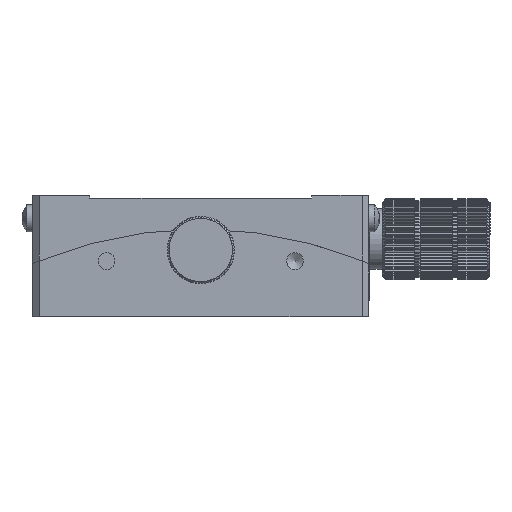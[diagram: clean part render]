
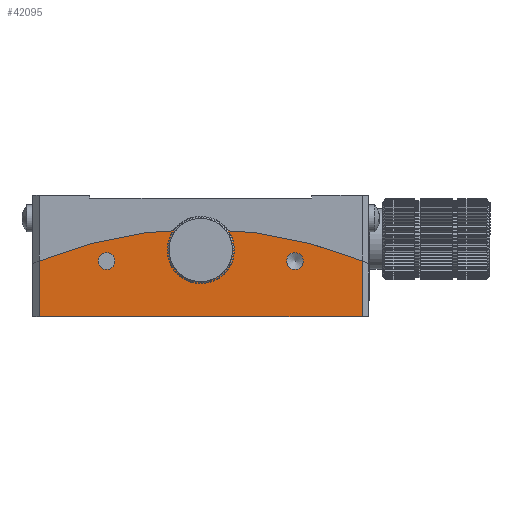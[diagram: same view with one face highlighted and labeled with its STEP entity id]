
A CAD part, front view. The second image highlights one B-rep face of the part: STEP entity #42095.
In plain terms, the highlighted planar face has unit normal (0, -1, 0).
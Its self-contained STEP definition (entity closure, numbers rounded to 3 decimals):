
#673 = CARTESIAN_POINT ( 'NONE',  ( -24., -25., 50. ) ) ;
#1165 = DIRECTION ( 'NONE',  ( 0., 0., -1. ) ) ;
#1351 = DIRECTION ( 'NONE',  ( 0., 0., -1. ) ) ;
#1441 = VERTEX_POINT ( 'NONE', #34303 ) ;
#2009 = PLANE ( 'NONE',  #6617 ) ;
#2865 = DIRECTION ( 'NONE',  ( 0., 0., -1. ) ) ;
#3286 = ORIENTED_EDGE ( 'NONE', *, *, #28718, .T. ) ;
#4705 = VECTOR ( 'NONE', #1351, 1000. ) ;
#6617 = AXIS2_PLACEMENT_3D ( 'NONE', #16665, #11251, #55520 ) ;
#6624 = DIRECTION ( 'NONE',  ( 0., 1., 0. ) ) ;
#7983 = ORIENTED_EDGE ( 'NONE', *, *, #12077, .T. ) ;
#9886 = EDGE_LOOP ( 'NONE', ( #51223 ) ) ;
#11251 = DIRECTION ( 'NONE',  ( 0., -1., 0. ) ) ;
#11415 = CARTESIAN_POINT ( 'NONE',  ( 24., -25., 50. ) ) ;
#12023 = DIRECTION ( 'NONE',  ( 0., 0., 1. ) ) ;
#12077 = EDGE_CURVE ( 'NONE', #16226, #53643, #51888, .T. ) ;
#16226 = VERTEX_POINT ( 'NONE', #46773 ) ;
#16233 = AXIS2_PLACEMENT_3D ( 'NONE', #43819, #30408, #45064 ) ;
#16665 = CARTESIAN_POINT ( 'NONE',  ( 0., -25., -63. ) ) ;
#19917 = CIRCLE ( 'NONE', #55499, 1.25 ) ;
#20392 = VECTOR ( 'NONE', #53984, 1000. ) ;
#20472 = CARTESIAN_POINT ( 'NONE',  ( 14., -25., 56.991 ) ) ;
#20577 = VERTEX_POINT ( 'NONE', #34917 ) ;
#21473 = FACE_OUTER_BOUND ( 'NONE', #34477, .T. ) ;
#21907 = EDGE_CURVE ( 'NONE', #24447, #58805, #34585, .T. ) ;
#22172 = CIRCLE ( 'NONE', #30283, 1.25 ) ;
#24447 = VERTEX_POINT ( 'NONE', #11415 ) ;
#24485 = CIRCLE ( 'NONE', #38739, 1.25 ) ;
#26181 = EDGE_LOOP ( 'NONE', ( #41604 ) ) ;
#26467 = EDGE_CURVE ( 'NONE', #20577, #20577, #24485, .T. ) ;
#27185 = CARTESIAN_POINT ( 'NONE',  ( -24., -25., -63. ) ) ;
#28718 = EDGE_CURVE ( 'NONE', #53643, #58805, #55158, .T. ) ;
#29267 = EDGE_CURVE ( 'NONE', #1441, #1441, #19917, .T. ) ;
#30235 = CARTESIAN_POINT ( 'NONE',  ( 14., -25., 58.241 ) ) ;
#30283 = AXIS2_PLACEMENT_3D ( 'NONE', #30235, #6624, #36583 ) ;
#30408 = DIRECTION ( 'NONE',  ( 0., -1., 0. ) ) ;
#31997 = ORIENTED_EDGE ( 'NONE', *, *, #62937, .T. ) ;
#32512 = ORIENTED_EDGE ( 'NONE', *, *, #21907, .F. ) ;
#34303 = CARTESIAN_POINT ( 'NONE',  ( 0., -25., 58.65 ) ) ;
#34477 = EDGE_LOOP ( 'NONE', ( #32512, #31997, #7983, #3286 ) ) ;
#34585 = LINE ( 'NONE', #57818, #20392 ) ;
#34815 = ORIENTED_EDGE ( 'NONE', *, *, #29267, .T. ) ;
#34917 = CARTESIAN_POINT ( 'NONE',  ( -14., -25., 56.991 ) ) ;
#35492 = FACE_BOUND ( 'NONE', #9886, .T. ) ;
#36223 = DIRECTION ( 'NONE',  ( 0., 1., 0. ) ) ;
#36430 = FACE_BOUND ( 'NONE', #54929, .T. ) ;
#36583 = DIRECTION ( 'NONE',  ( 0., 0., -1. ) ) ;
#38739 = AXIS2_PLACEMENT_3D ( 'NONE', #60058, #36223, #1165 ) ;
#41604 = ORIENTED_EDGE ( 'NONE', *, *, #26467, .T. ) ;
#41988 = LINE ( 'NONE', #55954, #61172 ) ;
#42095 = ADVANCED_FACE ( 'NONE', ( #21473, #36430, #45688, #35492 ), #2009, .T. ) ;
#43819 = CARTESIAN_POINT ( 'NONE',  ( 0., -25., 0. ) ) ;
#45064 = DIRECTION ( 'NONE',  ( 0., 0., 1. ) ) ;
#45688 = FACE_BOUND ( 'NONE', #26181, .T. ) ;
#46773 = CARTESIAN_POINT ( 'NONE',  ( 24., -25., 58.249 ) ) ;
#47155 = DIRECTION ( 'NONE',  ( 0., 1., 0. ) ) ;
#47469 = CARTESIAN_POINT ( 'NONE',  ( 0., -25., 59.9 ) ) ;
#51223 = ORIENTED_EDGE ( 'NONE', *, *, #59349, .T. ) ;
#51888 = CIRCLE ( 'NONE', #16233, 63. ) ;
#53363 = CARTESIAN_POINT ( 'NONE',  ( -24., -25., 58.249 ) ) ;
#53643 = VERTEX_POINT ( 'NONE', #53363 ) ;
#53984 = DIRECTION ( 'NONE',  ( -1., 0., 0. ) ) ;
#54843 = VERTEX_POINT ( 'NONE', #20472 ) ;
#54929 = EDGE_LOOP ( 'NONE', ( #34815 ) ) ;
#55158 = LINE ( 'NONE', #27185, #4705 ) ;
#55499 = AXIS2_PLACEMENT_3D ( 'NONE', #47469, #47155, #2865 ) ;
#55520 = DIRECTION ( 'NONE',  ( 0., 0., -1. ) ) ;
#55954 = CARTESIAN_POINT ( 'NONE',  ( 24., -25., -63. ) ) ;
#57818 = CARTESIAN_POINT ( 'NONE',  ( 25., -25., 50. ) ) ;
#58805 = VERTEX_POINT ( 'NONE', #673 ) ;
#59349 = EDGE_CURVE ( 'NONE', #54843, #54843, #22172, .T. ) ;
#60058 = CARTESIAN_POINT ( 'NONE',  ( -14., -25., 58.241 ) ) ;
#61172 = VECTOR ( 'NONE', #12023, 1000. ) ;
#62937 = EDGE_CURVE ( 'NONE', #24447, #16226, #41988, .T. ) ;
